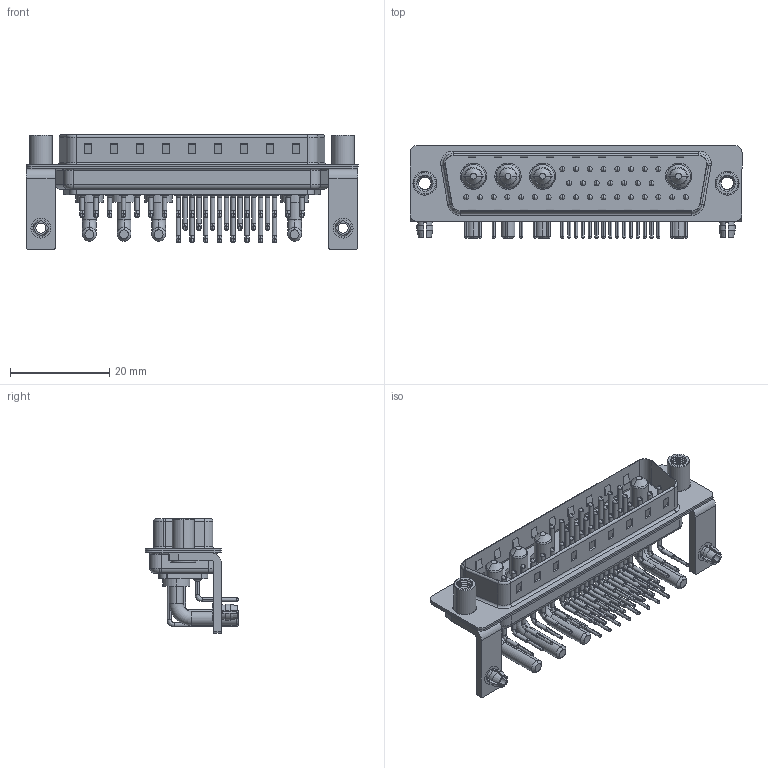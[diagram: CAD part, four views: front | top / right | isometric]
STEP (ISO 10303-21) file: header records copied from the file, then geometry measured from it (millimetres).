
FILE_DESCRIPTION (( 'STEP AP203' ), '1' );
FILE_NAME ('629-36W4640-2TD.STEP', '2022-05-18T06:39:44', ( '' ), ( '' ), 'SwSTEP 2.0', 'SolidWorks 2020', '' );
FILE_SCHEMA (( 'CONFIG_CONTROL_DESIGN' ));
Length unit declared in the file: millimetre
Products named in the file (11): 629Combo Threaded Standoff_D; 629Combo Stabilizer Bracket_50 Contacts; 629Combo Shell Rear_50 Contacts; 629Combo Contact Row 1_50 Contacts; 629Combo Board Lock_50 Contacts; 629Combo Housing_36W4; 629-36W4640-2TD; Power Pin_20A RA 50; 629Combo Contact Row 2_50 Contacts; 629Combo Shell Front_50 Contacts; 629Combo Contact Row 3
Assembly tree (45 placements, depth 2):
  629-36W4640-2TD
    629Combo Housing_36W4
    629Combo Shell Rear_50 Contacts
    629Combo Shell Front_50 Contacts
    629Combo Stabilizer Bracket_50 Contacts  x2
    629Combo Board Lock_50 Contacts  x2
    629Combo Threaded Standoff_D  x2
    Power Pin_20A RA 50  x4
    629Combo Contact Row 1_50 Contacts  x8
    629Combo Contact Row 2_50 Contacts  x7
    629Combo Contact Row 3  x17
Bounding box: 67 x 18.8 x 23.1 mm (x, y, z)
Volume: 5909.2 mm3; surface area: 13647.3 mm2
Topology: 49 solids, 49 shells, 4294 faces, 11875 edges, 7708 vertices
Faces by surface type: plane 2361, cylinder 1481, bspline 202, cone 184, torus 66
Entity records: 38237 total; most frequent: CARTESIAN_POINT 8515, DIRECTION 6005, ORIENTED_EDGE 5602, EDGE_CURVE 2801, AXIS2_PLACEMENT_3D 2186, VERTEX_POINT 1819, VECTOR 1633, LINE 1633
